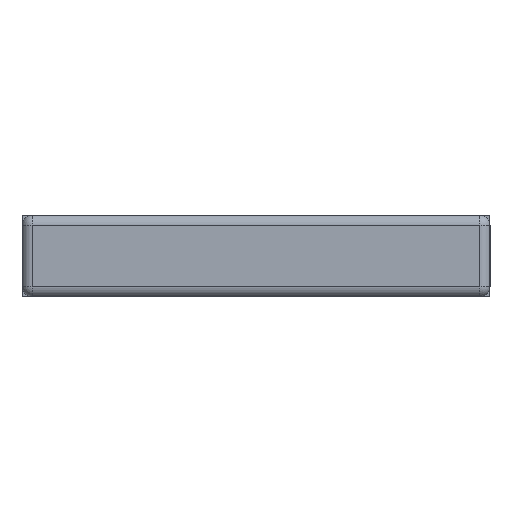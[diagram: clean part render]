
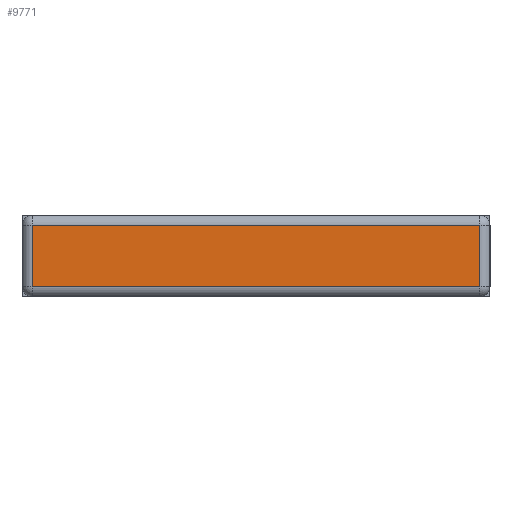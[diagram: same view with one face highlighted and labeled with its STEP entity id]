
A CAD part, front view. The second image highlights one B-rep face of the part: STEP entity #9771.
In plain terms, the highlighted planar face has unit normal (0, -1, 0).
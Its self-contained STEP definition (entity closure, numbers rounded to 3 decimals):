
#9434=CARTESIAN_POINT('',(485.78,-152.238,125.708));
#9435=VERTEX_POINT('',#9434);
#9443=CARTESIAN_POINT('',(485.78,-152.238,104.708));
#9444=VERTEX_POINT('',#9443);
#9445=CARTESIAN_POINT('',(485.78,-152.238,125.708));
#9446=DIRECTION('',(0.0,0.0,-1.0));
#9447=VECTOR('',#9446,21.);
#9448=LINE('',#9445,#9447);
#9449=EDGE_CURVE('',#9435,#9444,#9448,.T.);
#9483=CARTESIAN_POINT('',(332.78,-152.238,104.708));
#9484=VERTEX_POINT('',#9483);
#9485=CARTESIAN_POINT('',(485.78,-152.238,104.708));
#9486=DIRECTION('',(-1.0,0.0,0.0));
#9487=VECTOR('',#9486,153.);
#9488=LINE('',#9485,#9487);
#9489=EDGE_CURVE('',#9444,#9484,#9488,.T.);
#9523=CARTESIAN_POINT('',(332.78,-152.238,125.708));
#9524=VERTEX_POINT('',#9523);
#9525=CARTESIAN_POINT('',(332.78,-152.238,104.708));
#9526=DIRECTION('',(0.0,0.0,1.0));
#9527=VECTOR('',#9526,21.);
#9528=LINE('',#9525,#9527);
#9529=EDGE_CURVE('',#9484,#9524,#9528,.T.);
#9580=CARTESIAN_POINT('',(332.78,-152.238,125.708));
#9581=DIRECTION('',(1.0,0.0,0.0));
#9582=VECTOR('',#9581,153.);
#9583=LINE('',#9580,#9582);
#9584=EDGE_CURVE('',#9524,#9435,#9583,.T.);
#9760=CARTESIAN_POINT('',(325.13,-152.238,103.658));
#9761=DIRECTION('',(0.0,1.0,0.0));
#9762=DIRECTION('',(0.0,0.0,1.0));
#9763=AXIS2_PLACEMENT_3D('',#9760,#9761,#9762);
#9764=PLANE('',#9763);
#9765=ORIENTED_EDGE('',*,*,#9449,.F.);
#9766=ORIENTED_EDGE('',*,*,#9584,.F.);
#9767=ORIENTED_EDGE('',*,*,#9529,.F.);
#9768=ORIENTED_EDGE('',*,*,#9489,.F.);
#9769=EDGE_LOOP('',(#9765,#9766,#9767,#9768));
#9770=FACE_OUTER_BOUND('',#9769,.T.);
#9771=ADVANCED_FACE('',(#9770),#9764,.F.);
